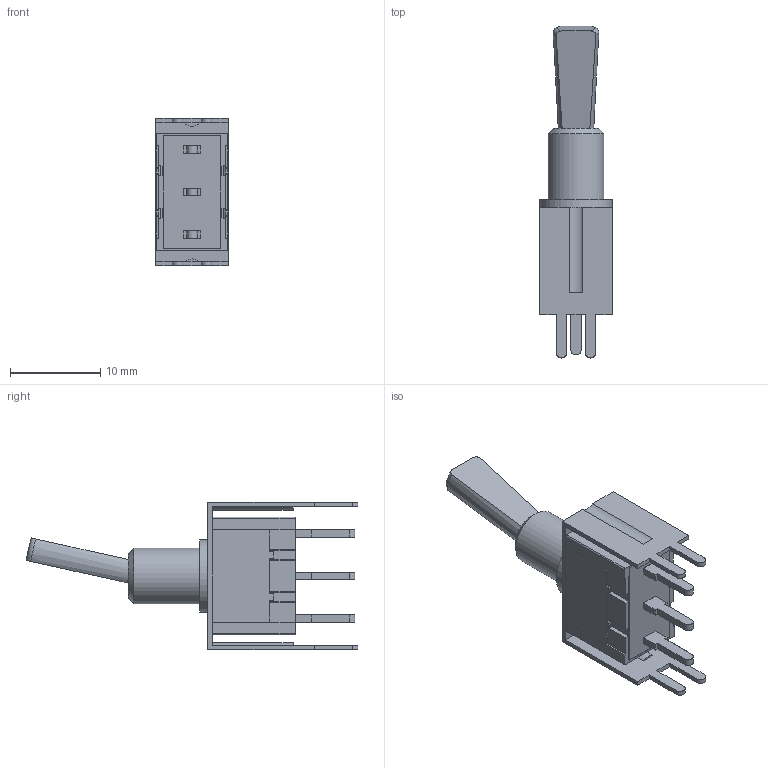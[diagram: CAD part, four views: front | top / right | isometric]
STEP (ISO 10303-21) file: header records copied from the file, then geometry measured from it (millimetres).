
FILE_DESCRIPTION( ( 'STEP AP203' ), ' ' );
FILE_NAME( 'M2018ES2G13.stp', '2016-06-19T13:49:32', ( '' ), ( '' ), ' ', 'PARTsolutions', ' ' );
FILE_SCHEMA( ( 'CONFIG_CONTROL_DESIGN' ) );
Length unit declared in the file: inch
Products named in the file (7): M2018ES2G13; _M20181ES2G13BR-switch; _BBRACKET13; _M201S2M201BR-bushing; _M201803BR-terminals; _M20E-toggles; _M20E-caps
Assembly tree (6 placements, depth 2):
  M2018ES2G13
    _M20181ES2G13BR-switch
    _BBRACKET13
    _M201S2M201BR-bushing
    _M201803BR-terminals
    _M20E-toggles
    _M20E-caps
Bounding box: 8 x 36.68 x 16.31 mm (x, y, z)
Volume: 1438.7 mm3; surface area: 2596.9 mm2
Topology: 5 solids, 5 shells, 193 faces, 518 edges, 344 vertices
Faces by surface type: plane 148, cylinder 40, cone 3, torus 2
Full cylindrical faces by diameter (mm): 2.54 x1, 4.338 x1
Entity records: 6225 total; most frequent: CARTESIAN_POINT 1112, ORIENTED_EDGE 1028, DIRECTION 991, EDGE_CURVE 514, LINE 415, VECTOR 415, VERTEX_POINT 342, AXIS2_PLACEMENT_3D 288
